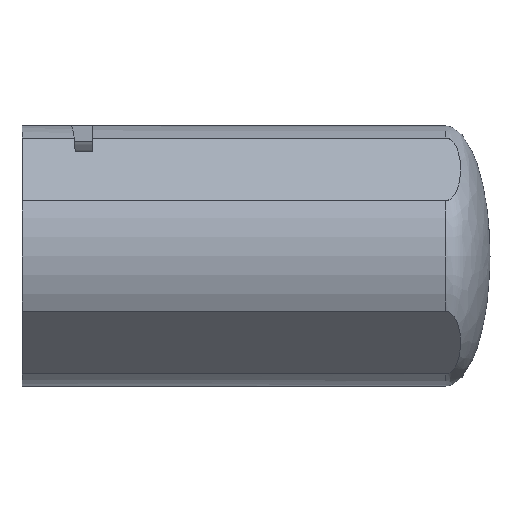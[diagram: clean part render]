
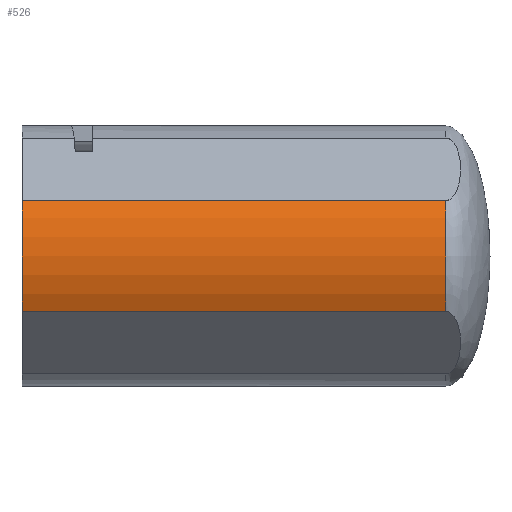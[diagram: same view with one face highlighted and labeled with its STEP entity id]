
A CAD part, left-side view. The second image highlights one B-rep face of the part: STEP entity #526.
In plain terms, the highlighted cylindrical face has radius 36.894 mm (diameter 73.787 mm), a partial arc.
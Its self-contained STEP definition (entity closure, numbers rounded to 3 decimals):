
#21=CYLINDRICAL_SURFACE('',#584,36.894);
#26=CIRCLE('',#564,36.894);
#38=CIRCLE('',#585,36.894);
#39=CIRCLE('',#586,36.894);
#63=FACE_OUTER_BOUND('',#91,.T.);
#91=EDGE_LOOP('',(#410,#411,#412,#413,#414));
#107=LINE('',#797,#153);
#122=LINE('',#862,#168);
#153=VECTOR('',#612,10.);
#168=VECTOR('',#631,10.);
#207=VERTEX_POINT('',#762);
#209=VERTEX_POINT('',#796);
#224=VERTEX_POINT('',#859);
#225=VERTEX_POINT('',#861);
#249=VERTEX_POINT('',#1011);
#261=EDGE_CURVE('',#209,#207,#107,.T.);
#277=EDGE_CURVE('',#225,#224,#122,.T.);
#288=EDGE_CURVE('',#209,#224,#26,.T.);
#313=EDGE_CURVE('',#249,#207,#38,.T.);
#314=EDGE_CURVE('',#225,#249,#39,.T.);
#410=ORIENTED_EDGE('',*,*,#261,.T.);
#411=ORIENTED_EDGE('',*,*,#313,.F.);
#412=ORIENTED_EDGE('',*,*,#314,.F.);
#413=ORIENTED_EDGE('',*,*,#277,.T.);
#414=ORIENTED_EDGE('',*,*,#288,.F.);
#526=ADVANCED_FACE('',(#63),#21,.T.);
#564=AXIS2_PLACEMENT_3D('',#946,#648,#649);
#584=AXIS2_PLACEMENT_3D('',#1010,#697,#698);
#585=AXIS2_PLACEMENT_3D('',#1012,#699,#700);
#586=AXIS2_PLACEMENT_3D('',#1013,#701,#702);
#612=DIRECTION('',(0.,-1.,0.));
#631=DIRECTION('',(0.,1.,0.));
#648=DIRECTION('center_axis',(0.,1.,0.));
#649=DIRECTION('ref_axis',(1.,0.,0.));
#697=DIRECTION('center_axis',(0.,-1.,0.));
#698=DIRECTION('ref_axis',(-1.,0.,0.));
#699=DIRECTION('center_axis',(0.,-1.,0.));
#700=DIRECTION('ref_axis',(1.,0.,0.));
#701=DIRECTION('center_axis',(0.,-1.,0.));
#702=DIRECTION('ref_axis',(1.,0.,0.));
#762=CARTESIAN_POINT('',(-33.383,-120.,-15.706));
#796=CARTESIAN_POINT('',(-33.383,0.,-15.706));
#797=CARTESIAN_POINT('',(-33.383,0.,-15.706));
#859=CARTESIAN_POINT('',(-33.383,0.,15.706));
#861=CARTESIAN_POINT('',(-33.383,-120.,15.706));
#862=CARTESIAN_POINT('',(-33.383,0.,15.706));
#946=CARTESIAN_POINT('Origin',(0.,0.,0.));
#1010=CARTESIAN_POINT('Origin',(0.,0.,0.));
#1011=CARTESIAN_POINT('',(-36.894,-120.,0.));
#1012=CARTESIAN_POINT('Origin',(0.,-120.,0.));
#1013=CARTESIAN_POINT('Origin',(0.,-120.,0.));
